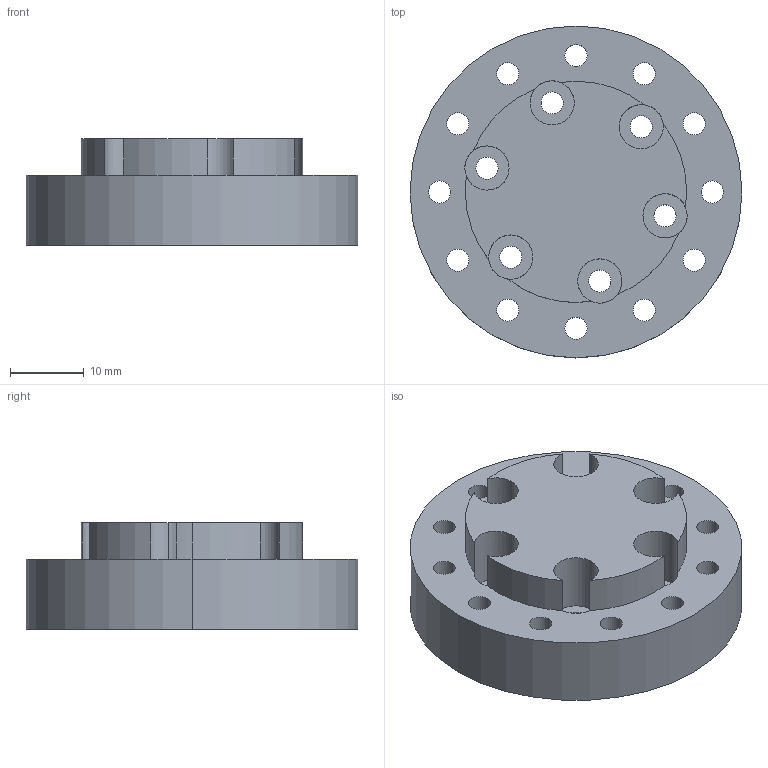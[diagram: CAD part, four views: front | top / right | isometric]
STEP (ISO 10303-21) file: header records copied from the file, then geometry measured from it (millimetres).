
FILE_DESCRIPTION (( 'STEP AP214' ), '1' );
FILE_NAME ('情壽誹怀堤粣gim601', '2024-10-09T10:28:15', ( '' ), ( '' ), 'SwSTEP 2.0', 'SolidWorks 2024', '' );
FILE_SCHEMA (( 'AUTOMOTIVE_DESIGN' ));
Length unit declared in the file: millimetre
Products named in the file (1): 薄关节输出轴gim6010
Bounding box: 45 x 45 x 14.5 mm (x, y, z)
Volume: 15251.7 mm3; surface area: 7509.7 mm2
Topology: 1 solids, 1 shells, 168 faces, 441 edges, 294 vertices
Faces by surface type: plane 99, cylinder 69
Entity records: 5310 total; most frequent: DIRECTION 929, CARTESIAN_POINT 904, ORIENTED_EDGE 882, EDGE_CURVE 441, AXIS2_PLACEMENT_3D 319, VERTEX_POINT 294, VECTOR 291, LINE 291
